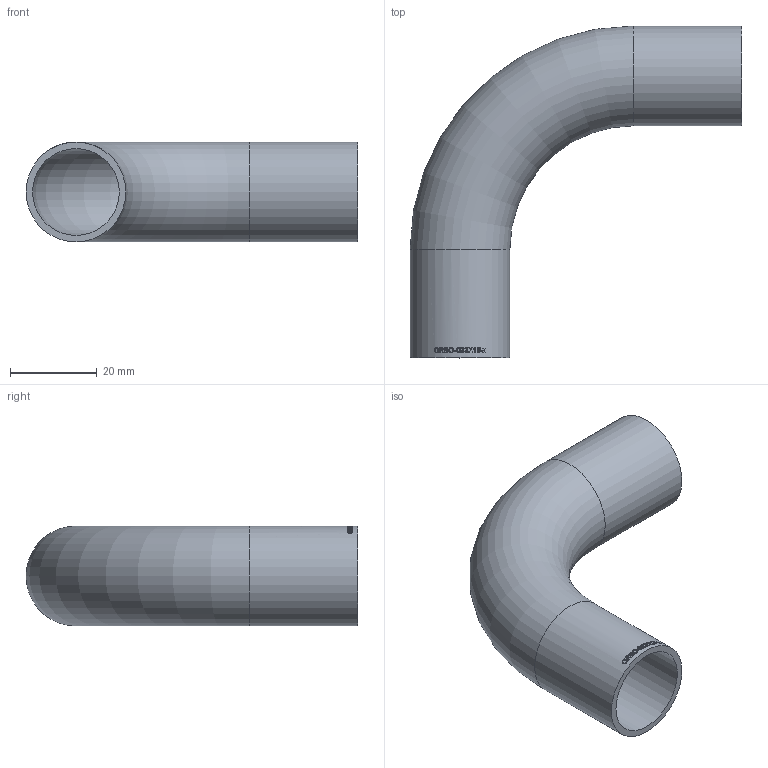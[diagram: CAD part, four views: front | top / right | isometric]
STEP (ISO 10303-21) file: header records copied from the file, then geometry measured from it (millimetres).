
FILE_DESCRIPTION (( 'STEP AP214' ), '1' );
FILE_NAME ('ORBO-023X15-x Bogen orbital 2004.STEP', '2020-04-08T12:38:00', ( '' ), ( '' ), 'SwSTEP 2.0', 'SolidWorks 2019', '' );
FILE_SCHEMA (( 'AUTOMOTIVE_DESIGN' ));
Length unit declared in the file: millimetre
Products named in the file (1): ORBO-023X15-x Bogen orbital 2004
Bounding box: 76.5 x 76.5 x 23 mm (x, y, z)
Volume: 11431.6 mm3; surface area: 15447.3 mm2
Topology: 1 solids, 1 shells, 183 faces, 487 edges, 324 vertices
Faces by surface type: bspline 111, plane 47, cylinder 23, torus 2
Full cylindrical faces by diameter (mm): 20 x2, 23 x2
Entity records: 14968 total; most frequent: CARTESIAN_POINT 9524, ORIENTED_EDGE 952, EDGE_CURVE 476, B_SPLINE_CURVE_WITH_KNOTS 351, DIRECTION 339, VERTEX_POINT 320, EDGE_LOOP 210, FACE_OUTER_BOUND 189
